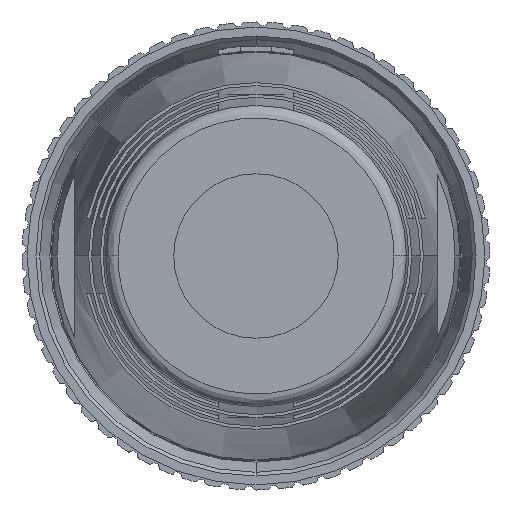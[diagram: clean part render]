
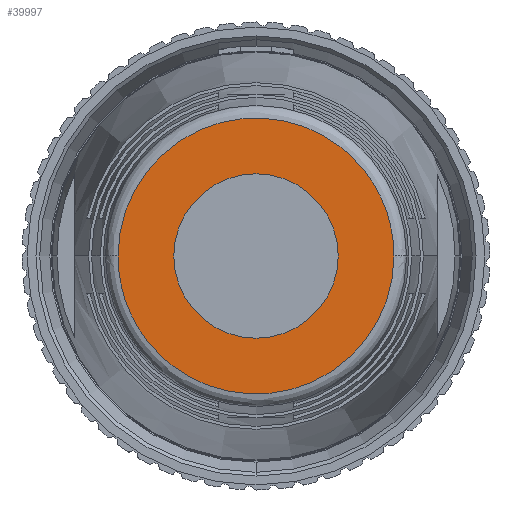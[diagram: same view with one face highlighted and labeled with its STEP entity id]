
A CAD part, front view. The second image highlights one B-rep face of the part: STEP entity #39997.
In plain terms, the highlighted planar face has unit normal (0, -1, 0).
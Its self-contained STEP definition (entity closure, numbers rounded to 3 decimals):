
#90 = CARTESIAN_POINT ( 'NONE',  ( -72.258, -45.838, 0. ) ) ;
#3957 =( BOUNDED_CURVE ( )  B_SPLINE_CURVE ( 3, ( #37158, #33356, #13827, #41342 ),
 .UNSPECIFIED., .F., .T. ) 
 B_SPLINE_CURVE_WITH_KNOTS ( ( 4, 4 ),
 ( 0., 1. ),
 .UNSPECIFIED. ) 
 CURVE ( )  GEOMETRIC_REPRESENTATION_ITEM ( )  RATIONAL_B_SPLINE_CURVE ( ( 1., 0.333, 0.333, 1. ) ) 
 REPRESENTATION_ITEM ( '' )  );
#4498 = CIRCLE ( 'NONE', #17628, 3.25 ) ;
#5623 = EDGE_CURVE ( 'NONE', #19183, #25092, #22879, .T. ) ;
#7235 = FACE_OUTER_BOUND ( 'NONE', #42471, .T. ) ;
#9682 = AXIS2_PLACEMENT_3D ( 'NONE', #41771, #41662, #41565 ) ;
#12775 = CARTESIAN_POINT ( 'NONE',  ( -72.258, -45.838, 0. ) ) ;
#12819 = AXIS2_PLACEMENT_3D ( 'NONE', #49099, #37455, #13955 ) ;
#12827 = CARTESIAN_POINT ( 'NONE',  ( -61.349, -45.838, 0. ) ) ;
#12999 = CARTESIAN_POINT ( 'NONE',  ( -72.258, -45.838, -10.909 ) ) ;
#13131 = CARTESIAN_POINT ( 'NONE',  ( -61.349, -45.838, -10.909 ) ) ;
#13827 = CARTESIAN_POINT ( 'NONE',  ( -61.349, -45.838, 10.909 ) ) ;
#13955 = DIRECTION ( 'NONE',  ( -1., 0., 0. ) ) ;
#14909 =( BOUNDED_CURVE ( )  B_SPLINE_CURVE ( 3, ( #12827, #13131, #12999, #12775 ),
 .UNSPECIFIED., .F., .F. ) 
 B_SPLINE_CURVE_WITH_KNOTS ( ( 4, 4 ),
 ( 0., 1. ),
 .UNSPECIFIED. ) 
 CURVE ( )  GEOMETRIC_REPRESENTATION_ITEM ( )  RATIONAL_B_SPLINE_CURVE ( ( 1., 0.333, 0.333, 1. ) ) 
 REPRESENTATION_ITEM ( '' )  );
#17469 = EDGE_CURVE ( 'NONE', #29881, #46195, #14909, .T. ) ;
#17628 = AXIS2_PLACEMENT_3D ( 'NONE', #43549, #19998, #47432 ) ;
#19183 = VERTEX_POINT ( 'NONE', #48890 ) ;
#19998 = DIRECTION ( 'NONE',  ( 0., -1., 0. ) ) ;
#21353 = EDGE_CURVE ( 'NONE', #25092, #19183, #4498, .T. ) ;
#22035 = CARTESIAN_POINT ( 'NONE',  ( -61.349, -45.838, 0. ) ) ;
#22879 = CIRCLE ( 'NONE', #9682, 3.25 ) ;
#24905 = EDGE_CURVE ( 'NONE', #46195, #29881, #3957, .T. ) ;
#25092 = VERTEX_POINT ( 'NONE', #34912 ) ;
#26743 = FACE_BOUND ( 'NONE', #35695, .T. ) ;
#29343 = PLANE ( 'NONE',  #12819 ) ;
#29881 = VERTEX_POINT ( 'NONE', #22035 ) ;
#33356 = CARTESIAN_POINT ( 'NONE',  ( -72.258, -45.838, 10.909 ) ) ;
#34912 = CARTESIAN_POINT ( 'NONE',  ( -70.053, -45.838, 0. ) ) ;
#35695 = EDGE_LOOP ( 'NONE', ( #45846, #44022 ) ) ;
#35950 = ORIENTED_EDGE ( 'NONE', *, *, #17469, .F. ) ;
#37158 = CARTESIAN_POINT ( 'NONE',  ( -72.258, -45.838, 0. ) ) ;
#37455 = DIRECTION ( 'NONE',  ( 0., 1., 0. ) ) ;
#39997 = ADVANCED_FACE ( 'NONE', ( #7235, #26743 ), #29343, .F. ) ;
#41342 = CARTESIAN_POINT ( 'NONE',  ( -61.349, -45.838, 0. ) ) ;
#41565 = DIRECTION ( 'NONE',  ( -1., 0., 0. ) ) ;
#41662 = DIRECTION ( 'NONE',  ( 0., -1., 0. ) ) ;
#41771 = CARTESIAN_POINT ( 'NONE',  ( -66.803, -45.838, 0. ) ) ;
#42471 = EDGE_LOOP ( 'NONE', ( #35950, #49807 ) ) ;
#43549 = CARTESIAN_POINT ( 'NONE',  ( -66.803, -45.838, 0. ) ) ;
#44022 = ORIENTED_EDGE ( 'NONE', *, *, #5623, .F. ) ;
#45846 = ORIENTED_EDGE ( 'NONE', *, *, #21353, .F. ) ;
#46195 = VERTEX_POINT ( 'NONE', #90 ) ;
#47432 = DIRECTION ( 'NONE',  ( -1., 0., 0. ) ) ;
#48890 = CARTESIAN_POINT ( 'NONE',  ( -63.553, -45.838, 0. ) ) ;
#49099 = CARTESIAN_POINT ( 'NONE',  ( -66.803, -45.838, 0. ) ) ;
#49807 = ORIENTED_EDGE ( 'NONE', *, *, #24905, .F. ) ;
